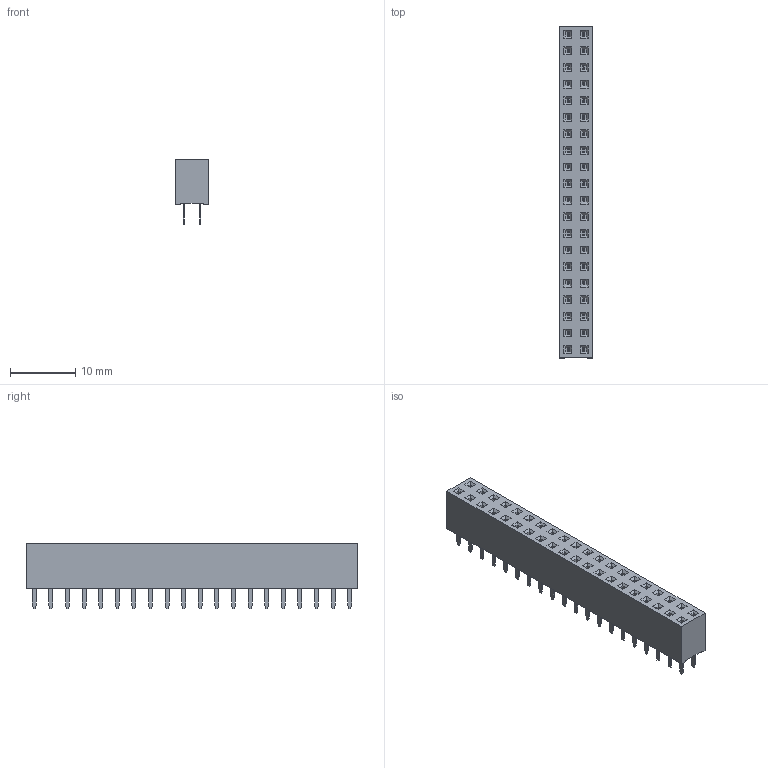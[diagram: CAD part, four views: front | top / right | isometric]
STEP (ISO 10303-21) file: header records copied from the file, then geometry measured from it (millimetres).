
FILE_DESCRIPTION(('FreeCAD Model'),'2;1');
FILE_NAME('Project''s_libs/STEP/J2_PinSocket_2x20_P254mm_Vertical_5E06EDD008.step','2020-01-01T20:15:18',(''),(''), 'Open CASCADE STEP processor 7.3','FreeCAD','Unknown');
FILE_SCHEMA(('AUTOMOTIVE_DESIGN { 1 0 10303 214 1 1 1 1 }'));
Length unit declared in the file: millimetre
Products named in the file (1): Body
Bounding box: 5.08 x 50.8 x 10.1 mm (x, y, z)
Volume: 1698.5 mm3; surface area: 2136.8 mm2
Topology: 1 solids, 1 shells, 1163 faces, 2966 edges, 1924 vertices
Faces by surface type: plane 1163
Entity records: 34181 total; most frequent: CARTESIAN_POINT 6054, ORIENTED_EDGE 5932, DIRECTION 5294, EDGE_CURVE 2966, LINE 2966, VECTOR 2966, VERTEX_POINT 1924, FACE_BOUND 1282
